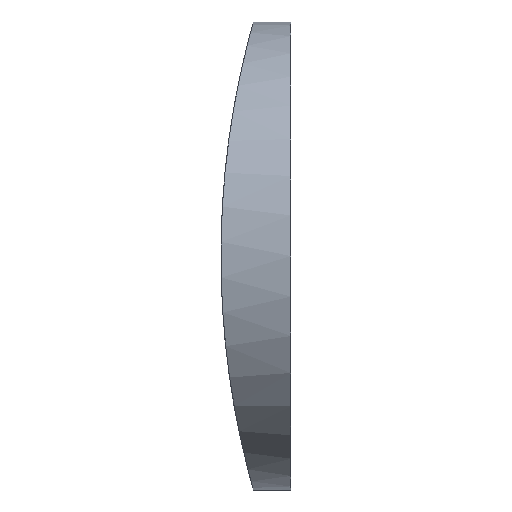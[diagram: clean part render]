
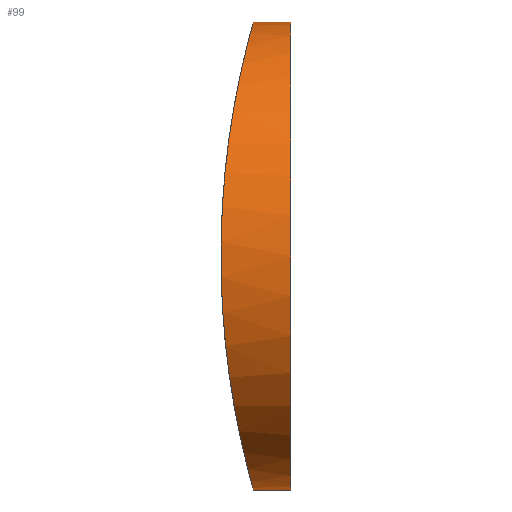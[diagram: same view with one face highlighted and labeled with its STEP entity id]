
A CAD part, front view. The second image highlights one B-rep face of the part: STEP entity #99.
In plain terms, the highlighted cylindrical face has radius 12.5 mm (diameter 25 mm), a partial arc.
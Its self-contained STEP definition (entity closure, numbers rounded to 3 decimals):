
#3 = CARTESIAN_POINT ( 'NONE',  ( -41.472, 0.082, 1.649 ) ) ;
#12 = CARTESIAN_POINT ( 'NONE',  ( -41.407, 0.325, 2.863 ) ) ;
#13 = ORIENTED_EDGE ( 'NONE', *, *, #232, .T. ) ;
#14 = CARTESIAN_POINT ( 'NONE',  ( -40.691, 3.373, -8.55 ) ) ;
#15 = DIRECTION ( 'NONE',  ( 1., 0., 0. ) ) ;
#22 = CARTESIAN_POINT ( 'NONE',  ( -40.409, 4.884, 9.92 ) ) ;
#24 = CARTESIAN_POINT ( 'NONE',  ( -39.758, 12.5, -12.5 ) ) ;
#29 = CARTESIAN_POINT ( 'NONE',  ( -41.495, 0., 0.83 ) ) ;
#30 = CARTESIAN_POINT ( 'NONE',  ( -40.578, 3.951, 9.128 ) ) ;
#31 = CARTESIAN_POINT ( 'NONE',  ( -40.859, 2.58, -7.617 ) ) ;
#34 = VERTEX_POINT ( 'NONE', #132 ) ;
#35 = CARTESIAN_POINT ( 'NONE',  ( -41.283, 0.8, -4.42 ) ) ;
#37 = CARTESIAN_POINT ( 'NONE',  ( -39.875, 9.257, 12.079 ) ) ;
#40 = CARTESIAN_POINT ( 'NONE',  ( -40.104, 6.951, -11.208 ) ) ;
#43 = DIRECTION ( 'NONE',  ( 0., 0., -1. ) ) ;
#45 = CARTESIAN_POINT ( 'NONE',  ( -39.758, 12.5, 12.5 ) ) ;
#48 = CARTESIAN_POINT ( 'NONE',  ( -39.758, 12.5, -12.5 ) ) ;
#49 = CARTESIAN_POINT ( 'NONE',  ( -41.164, 1.271, -5.553 ) ) ;
#51 = VERTEX_POINT ( 'NONE', #45 ) ;
#53 = CARTESIAN_POINT ( 'NONE',  ( -39.781, 10.856, 12.418 ) ) ;
#55 = CARTESIAN_POINT ( 'NONE',  ( -39.94, 8.47, 11.84 ) ) ;
#56 = CARTESIAN_POINT ( 'NONE',  ( -39.848, 9.654, 12.179 ) ) ;
#57 = CARTESIAN_POINT ( 'NONE',  ( -40.913, 2.335, -7.286 ) ) ;
#58 = CARTESIAN_POINT ( 'NONE',  ( -39.877, 9.236, -12.073 ) ) ;
#62 = CARTESIAN_POINT ( 'NONE',  ( -40.41, 4.858, -9.926 ) ) ;
#63 = CARTESIAN_POINT ( 'NONE',  ( -41.282, 0.805, 4.433 ) ) ;
#65 = EDGE_CURVE ( 'NONE', #51, #177, #144, .T. ) ;
#68 = CARTESIAN_POINT ( 'NONE',  ( -41.069, 1.655, -6.269 ) ) ;
#69 = DIRECTION ( 'NONE',  ( 1., 0., 0. ) ) ;
#73 = CARTESIAN_POINT ( 'NONE',  ( -41.202, 1.118, 5.183 ) ) ;
#75 = CARTESIAN_POINT ( 'NONE',  ( -39.781, 10.851, -12.418 ) ) ;
#76 = DIRECTION ( 'NONE',  ( 1., 0., 0. ) ) ;
#79 = AXIS2_PLACEMENT_3D ( 'NONE', #83, #76, #43 ) ;
#83 = CARTESIAN_POINT ( 'NONE',  ( -50.455, 12.5, 0. ) ) ;
#85 = EDGE_CURVE ( 'NONE', #177, #34, #171, .T. ) ;
#86 = CARTESIAN_POINT ( 'NONE',  ( -40.747, 3.091, 8.269 ) ) ;
#87 = CARTESIAN_POINT ( 'NONE',  ( -41.319, 0.66, -4.029 ) ) ;
#91 = VERTEX_POINT ( 'NONE', #48 ) ;
#92 = CARTESIAN_POINT ( 'NONE',  ( -39.758, 11.67, -12.5 ) ) ;
#93 = ORIENTED_EDGE ( 'NONE', *, *, #85, .F. ) ;
#99 = ADVANCED_FACE ( 'NONE', ( #208 ), #146, .T. ) ;
#101 = DIRECTION ( 'NONE',  ( 1., 0., 0. ) ) ;
#102 = CARTESIAN_POINT ( 'NONE',  ( -40.06, 7.318, -11.382 ) ) ;
#104 = CARTESIAN_POINT ( 'NONE',  ( -40.25, 5.881, -10.612 ) ) ;
#105 = CARTESIAN_POINT ( 'NONE',  ( -40.1, 6.947, 11.229 ) ) ;
#110 = CARTESIAN_POINT ( 'NONE',  ( -40.859, 2.575, 7.643 ) ) ;
#112 = CARTESIAN_POINT ( 'NONE',  ( -39.758, 11.67, 12.5 ) ) ;
#117 = ORIENTED_EDGE ( 'NONE', *, *, #153, .T. ) ;
#118 = ORIENTED_EDGE ( 'NONE', *, *, #65, .F. ) ;
#122 = CARTESIAN_POINT ( 'NONE',  ( -41.317, 0.667, 4.049 ) ) ;
#123 = CARTESIAN_POINT ( 'NONE',  ( -39.942, 8.452, -11.833 ) ) ;
#125 = DIRECTION ( 'NONE',  ( 0., 0., -1. ) ) ;
#130 = CARTESIAN_POINT ( 'NONE',  ( -50.455, 12.5, 12.5 ) ) ;
#132 = CARTESIAN_POINT ( 'NONE',  ( -37.755, 12.5, -12.5 ) ) ;
#139 = CARTESIAN_POINT ( 'NONE',  ( -41.408, 0.321, -2.845 ) ) ;
#143 = CARTESIAN_POINT ( 'NONE',  ( -40.523, 4.232, -9.41 ) ) ;
#144 = LINE ( 'NONE', #130, #215 ) ;
#146 = CYLINDRICAL_SURFACE ( 'NONE', #79, 12.5 ) ;
#148 = CARTESIAN_POINT ( 'NONE',  ( -41.382, 0.421, -3.242 ) ) ;
#152 = CARTESIAN_POINT ( 'NONE',  ( -39.849, 9.638, -12.175 ) ) ;
#153 = EDGE_CURVE ( 'NONE', #51, #91, #169, .T. ) ;
#156 = CARTESIAN_POINT ( 'NONE',  ( -41.472, 0.082, -1.644 ) ) ;
#169 = B_SPLINE_CURVE_WITH_KNOTS ( 'NONE', 3,
 ( #224, #112, #53, #56, #37, #55, #205, #105, #198, #189, #22, #218, #30, #86, #110, #211, #191, #212, #73, #63, #122, #227, #12, #3, #29, #223, #156, #139, #148, #87, #35, #49, #68, #57, #31, #214, #14, #143, #62, #104, #221, #40, #102, #207, #123, #58, #152, #75, #92, #24 ),
 .UNSPECIFIED., .F., .F.,
 ( 4, 2, 2, 2, 2, 2, 2, 2, 2, 2, 2, 2, 2, 2, 2, 2, 2, 2, 2, 2, 2, 2, 2, 2, 4 ),
 ( 0.02, 0.022, 0.023, 0.025, 0.027, 0.028, 0.029, 0.032, 0.033, 0.034, 0.036, 0.037, 0.039, 0.042, 0.043, 0.044, 0.047, 0.048, 0.049, 0.052, 0.053, 0.054, 0.055, 0.056, 0.059 ),
 .UNSPECIFIED. ) ;
#171 = CIRCLE ( 'NONE', #173, 12.5 ) ;
#173 = AXIS2_PLACEMENT_3D ( 'NONE', #230, #69, #125 ) ;
#177 = VERTEX_POINT ( 'NONE', #201 ) ;
#185 = CARTESIAN_POINT ( 'NONE',  ( -50.455, 12.5, -12.5 ) ) ;
#189 = CARTESIAN_POINT ( 'NONE',  ( -40.354, 5.215, 10.166 ) ) ;
#191 = CARTESIAN_POINT ( 'NONE',  ( -41.066, 1.677, 6.268 ) ) ;
#192 = LINE ( 'NONE', #185, #225 ) ;
#198 = CARTESIAN_POINT ( 'NONE',  ( -40.196, 6.231, 10.845 ) ) ;
#201 = CARTESIAN_POINT ( 'NONE',  ( -37.755, 12.5, 12.5 ) ) ;
#205 = CARTESIAN_POINT ( 'NONE',  ( -39.977, 8.08, 11.7 ) ) ;
#207 = CARTESIAN_POINT ( 'NONE',  ( -39.978, 8.068, -11.695 ) ) ;
#208 = FACE_OUTER_BOUND ( 'NONE', #222, .T. ) ;
#211 = CARTESIAN_POINT ( 'NONE',  ( -41.016, 1.889, 6.62 ) ) ;
#212 = CARTESIAN_POINT ( 'NONE',  ( -41.159, 1.292, 5.55 ) ) ;
#214 = CARTESIAN_POINT ( 'NONE',  ( -40.748, 3.099, -8.249 ) ) ;
#215 = VECTOR ( 'NONE', #15, 1000. ) ;
#218 = CARTESIAN_POINT ( 'NONE',  ( -40.521, 4.252, 9.401 ) ) ;
#221 = CARTESIAN_POINT ( 'NONE',  ( -40.199, 6.233, -10.823 ) ) ;
#222 = EDGE_LOOP ( 'NONE', ( #118, #117, #13, #93 ) ) ;
#223 = CARTESIAN_POINT ( 'NONE',  ( -41.495, 0., -0.829 ) ) ;
#224 = CARTESIAN_POINT ( 'NONE',  ( -39.758, 12.5, 12.5 ) ) ;
#225 = VECTOR ( 'NONE', #101, 1000. ) ;
#227 = CARTESIAN_POINT ( 'NONE',  ( -41.38, 0.427, 3.265 ) ) ;
#230 = CARTESIAN_POINT ( 'NONE',  ( -37.755, 12.5, 0. ) ) ;
#232 = EDGE_CURVE ( 'NONE', #91, #34, #192, .T. ) ;
